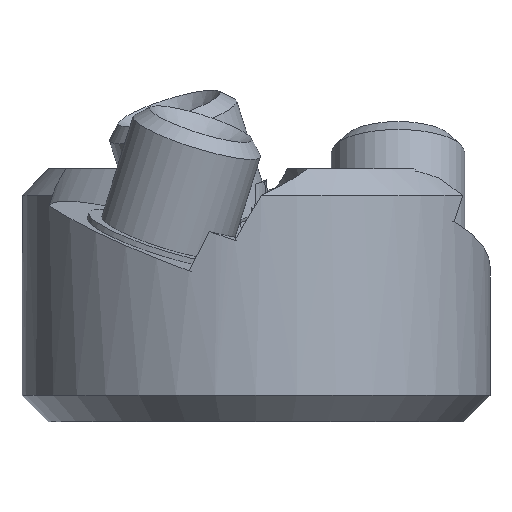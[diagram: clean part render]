
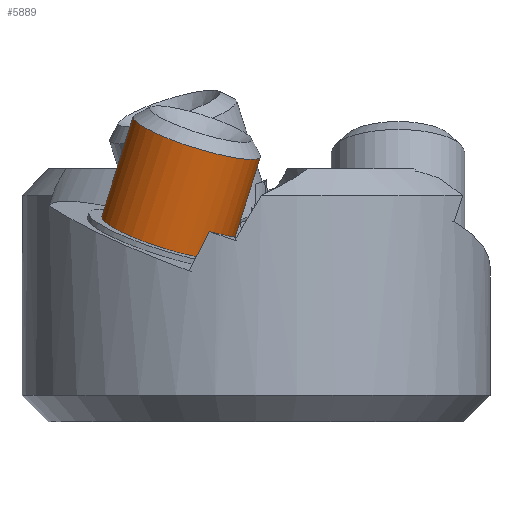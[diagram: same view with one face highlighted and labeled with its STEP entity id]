
A CAD part, front view. The second image highlights one B-rep face of the part: STEP entity #5889.
In plain terms, the highlighted cylindrical face has radius 2.5 mm (diameter 5 mm), a full revolution.
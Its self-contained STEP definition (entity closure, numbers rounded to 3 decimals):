
#5464 = PLANE('',#5465);
#5465 = AXIS2_PLACEMENT_3D('',#5466,#5467,#5468);
#5466 = CARTESIAN_POINT('',(-3.403,-4.184,
    6.942));
#5467 = DIRECTION('',(0.296,-0.171,0.94));
#5468 = DIRECTION('',(0.5,0.866,0.));
#5704 = CONICAL_SURFACE('',#5705,2.,0.785);
#5705 = AXIS2_PLACEMENT_3D('',#5706,#5707,#5708);
#5706 = CARTESIAN_POINT('',(-2.07,-4.954,
    11.17));
#5707 = DIRECTION('',(-0.296,0.171,-0.94));
#5708 = DIRECTION('',(-0.5,-0.866,0.));
#5773 = EDGE_CURVE('',#5774,#5774,#5776,.T.);
#5774 = VERTEX_POINT('',#5775);
#5775 = CARTESIAN_POINT('',(-4.653,-6.349,
    6.942));
#5776 = SURFACE_CURVE('',#5777,(#5782,#5793),.PCURVE_S1.);
#5777 = CIRCLE('',#5778,2.5);
#5778 = AXIS2_PLACEMENT_3D('',#5779,#5780,#5781);
#5779 = CARTESIAN_POINT('',(-3.403,-4.184,
    6.942));
#5780 = DIRECTION('',(-0.296,0.171,-0.94));
#5781 = DIRECTION('',(-0.5,-0.866,0.));
#5782 = PCURVE('',#5464,#5783);
#5783 = DEFINITIONAL_REPRESENTATION('',(#5784),#5792);
#5784 = ( BOUNDED_CURVE() B_SPLINE_CURVE(2,(#5785,#5786,#5787,#5788,
#5789,#5790,#5791),.UNSPECIFIED.,.T.,.F.) B_SPLINE_CURVE_WITH_KNOTS((1,2
    ,2,2,2,1),(-2.094,0.,2.094,4.189,
6.283,8.378),.UNSPECIFIED.) CURVE() 
GEOMETRIC_REPRESENTATION_ITEM() RATIONAL_B_SPLINE_CURVE((1.,0.5,1.,0.5,
1.,0.5,1.)) REPRESENTATION_ITEM('') );
#5785 = CARTESIAN_POINT('',(-2.5,0.));
#5786 = CARTESIAN_POINT('',(-2.5,4.33));
#5787 = CARTESIAN_POINT('',(1.25,2.165));
#5788 = CARTESIAN_POINT('',(5.,0.));
#5789 = CARTESIAN_POINT('',(1.25,-2.165));
#5790 = CARTESIAN_POINT('',(-2.5,-4.33));
#5791 = CARTESIAN_POINT('',(-2.5,0.));
#5792 = ( GEOMETRIC_REPRESENTATION_CONTEXT(2) 
PARAMETRIC_REPRESENTATION_CONTEXT() REPRESENTATION_CONTEXT('2D SPACE',''
  ) );
#5793 = PCURVE('',#5794,#5799);
#5794 = CYLINDRICAL_SURFACE('',#5795,2.5);
#5795 = AXIS2_PLACEMENT_3D('',#5796,#5797,#5798);
#5796 = CARTESIAN_POINT('',(-2.218,-4.868,
    10.7));
#5797 = DIRECTION('',(-0.296,0.171,-0.94));
#5798 = DIRECTION('',(-0.5,-0.866,0.));
#5799 = DEFINITIONAL_REPRESENTATION('',(#5800),#5804);
#5800 = LINE('',#5801,#5802);
#5801 = CARTESIAN_POINT('',(0.,4.));
#5802 = VECTOR('',#5803,1.);
#5803 = DIRECTION('',(1.,0.));
#5804 = ( GEOMETRIC_REPRESENTATION_CONTEXT(2) 
PARAMETRIC_REPRESENTATION_CONTEXT() REPRESENTATION_CONTEXT('2D SPACE',''
  ) );
#5845 = VERTEX_POINT('',#5846);
#5846 = CARTESIAN_POINT('',(-3.468,-7.033,
    10.7));
#5867 = EDGE_CURVE('',#5845,#5845,#5868,.T.);
#5868 = SURFACE_CURVE('',#5869,(#5874,#5881),.PCURVE_S1.);
#5869 = CIRCLE('',#5870,2.5);
#5870 = AXIS2_PLACEMENT_3D('',#5871,#5872,#5873);
#5871 = CARTESIAN_POINT('',(-2.218,-4.868,
    10.7));
#5872 = DIRECTION('',(-0.296,0.171,-0.94));
#5873 = DIRECTION('',(-0.5,-0.866,0.));
#5874 = PCURVE('',#5704,#5875);
#5875 = DEFINITIONAL_REPRESENTATION('',(#5876),#5880);
#5876 = LINE('',#5877,#5878);
#5877 = CARTESIAN_POINT('',(0.,0.5));
#5878 = VECTOR('',#5879,1.);
#5879 = DIRECTION('',(1.,0.));
#5880 = ( GEOMETRIC_REPRESENTATION_CONTEXT(2) 
PARAMETRIC_REPRESENTATION_CONTEXT() REPRESENTATION_CONTEXT('2D SPACE',''
  ) );
#5881 = PCURVE('',#5794,#5882);
#5882 = DEFINITIONAL_REPRESENTATION('',(#5883),#5887);
#5883 = LINE('',#5884,#5885);
#5884 = CARTESIAN_POINT('',(0.,0.));
#5885 = VECTOR('',#5886,1.);
#5886 = DIRECTION('',(1.,0.));
#5887 = ( GEOMETRIC_REPRESENTATION_CONTEXT(2) 
PARAMETRIC_REPRESENTATION_CONTEXT() REPRESENTATION_CONTEXT('2D SPACE',''
  ) );
#5889 = ADVANCED_FACE('',(#5890),#5794,.T.);
#5890 = FACE_BOUND('',#5891,.T.);
#5891 = EDGE_LOOP('',(#5892,#5893,#5914,#5915));
#5892 = ORIENTED_EDGE('',*,*,#5867,.T.);
#5893 = ORIENTED_EDGE('',*,*,#5894,.T.);
#5894 = EDGE_CURVE('',#5845,#5774,#5895,.T.);
#5895 = SEAM_CURVE('',#5896,(#5900,#5907),.PCURVE_S1.);
#5896 = LINE('',#5897,#5898);
#5897 = CARTESIAN_POINT('',(-3.468,-7.033,
    10.7));
#5898 = VECTOR('',#5899,1.);
#5899 = DIRECTION('',(-0.296,0.171,-0.94));
#5900 = PCURVE('',#5794,#5901);
#5901 = DEFINITIONAL_REPRESENTATION('',(#5902),#5906);
#5902 = LINE('',#5903,#5904);
#5903 = CARTESIAN_POINT('',(0.,0.));
#5904 = VECTOR('',#5905,1.);
#5905 = DIRECTION('',(0.,1.));
#5906 = ( GEOMETRIC_REPRESENTATION_CONTEXT(2) 
PARAMETRIC_REPRESENTATION_CONTEXT() REPRESENTATION_CONTEXT('2D SPACE',''
  ) );
#5907 = PCURVE('',#5794,#5908);
#5908 = DEFINITIONAL_REPRESENTATION('',(#5909),#5913);
#5909 = LINE('',#5910,#5911);
#5910 = CARTESIAN_POINT('',(6.283,0.));
#5911 = VECTOR('',#5912,1.);
#5912 = DIRECTION('',(0.,1.));
#5913 = ( GEOMETRIC_REPRESENTATION_CONTEXT(2) 
PARAMETRIC_REPRESENTATION_CONTEXT() REPRESENTATION_CONTEXT('2D SPACE',''
  ) );
#5914 = ORIENTED_EDGE('',*,*,#5773,.F.);
#5915 = ORIENTED_EDGE('',*,*,#5894,.F.);
